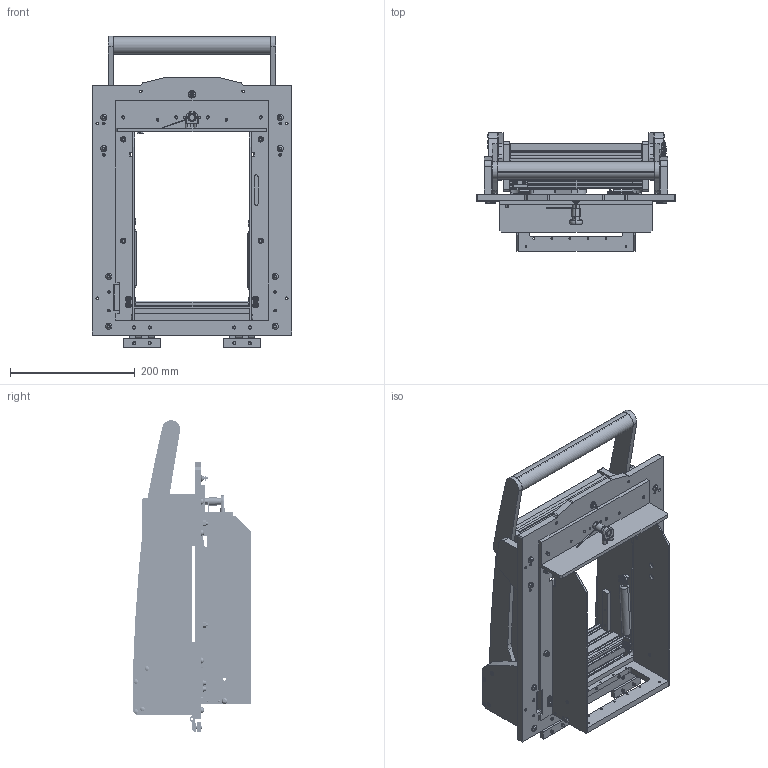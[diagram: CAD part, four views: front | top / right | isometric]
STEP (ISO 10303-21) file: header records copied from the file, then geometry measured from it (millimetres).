
FILE_DESCRIPTION (( 'STEP AP214' ), '1' );
FILE_NAME ('43860~3.STEP', '2018-03-27T13:49:59', ( '' ), ( '' ), 'SwSTEP 2.0', 'SolidWorks 2016', '' );
FILE_SCHEMA (( 'AUTOMOTIVE_DESIGN' ));
Length unit declared in the file: millimetre
Products named in the file (71): 39059_Knopf~0_S; 43582~5_KUNDE<S>; K_02038~0; 35663~7_S; 48565~1_S; 48728~1_S; K_02037~0; 32587~4_S; 43860~3; 3521~0_Spring Pin ISO 8752 - 3 x 16 - St; 37188~0_S; ISO7380~n_M03,0x005; DIN6325~n_04,0m6x014; 32578~1_S; 57809~0_S; 48727~1_S; 34328~1_S; 39059_Grundkörper~0_S; 43494~1_KUNDE<S>; 31253~0_S; 30915~0; 35649~1_S; DIN912~n_M04,0x020; 43629~0_S; DIN6325~n_04,0m6x024; 35662~10_S; 2281~0_180ø<Standard>; DIN7991~n_M03,0x016 VA; 43198~3_KUNDE<S>; 35150~0_S; 43495~0_S; 43579~0_KUNDE<S>; DIN6325~n_04,0m6x012; 43589~2; 53031~0_S; DIN125~n_06,4 M06,0 Fase; 36201~3_S; DIN6325~n_02,0m6x016; 32724~1; 48726~2_S ...
Assembly tree (157 placements, depth 3):
  43860~3
    43589~2
    53829~0_KUNDE<S>  x2
    43579~0_KUNDE<S>  x2
    53828~0_KUNDE<S>  x2
    43198~3_KUNDE<S>
    43199~2_KUNDE<S>
    36176~0_S
    43581~4_KUNDE<S>
    43582~5_KUNDE<S>
    43493~1_KUNDE<S>
    43494~1_KUNDE<S>
    37189~0_S
    35649~1_S
    31253~0_S
    36175~3_S
    35662~10_S
    35663~7_S
    36201~3_S
    36177~2
    57809~0_S
    43629~0_S
    32724~1
    34328~1_S  x2
    37188~0_S  x2
    35150~0_S
    43495~0_S  x8
    ASR~-a-s-r_拱04,2x07x拌8  x2
    53031~0_S
    39059~0_S
      39059_Knopf~0_S
      39059_Grundkörper~0_S
    2281~0_180ø<Standard>  x2
      2281~0
    32587~4_S
    35097~0
    ISO7380~n_M03,0x005  x2
    32578~1_S  x2
    48728~1_S
      48726~2_S
      DIN6325~n_04,0m6x012
      48565~1_S
      DIN125~n_06,4 M06,0 Fase
      DIN125~n_04,3 M04,0  x2
      DIN912~n_M04,0x020  x2
      49317~0
    48727~1_S
      48726~2_S
      DIN6325~n_04,0m6x012
      48565~1_S
      DIN912~n_M04,0x020  x2
      DIN125~n_06,4 M06,0 Fase
      DIN125~n_04,3 M04,0  x2
      49317~0
    57801~2_S  x2
    11536~0
      K_02037~0_Standard ohne Dyn Punkt<Standard>
      K_02038~0
    38786~0
      K_02037~0
Bounding box: 320 x 190.1 x 499.84 mm (x, y, z)
Volume: 2903527.1 mm3; surface area: 1139197.2 mm2
Topology: 155 solids, 155 shells, 3860 faces, 9726 edges, 6199 vertices
Faces by surface type: plane 1575, cylinder 1483, cone 586, bspline 83, sphere 72, torus 61
Entity records: 86705 total; most frequent: CARTESIAN_POINT 14705, DIRECTION 13586, ORIENTED_EDGE 12392, EDGE_CURVE 6196, AXIS2_PLACEMENT_3D 5113, VERTEX_POINT 3978, LINE 3360, VECTOR 3360
